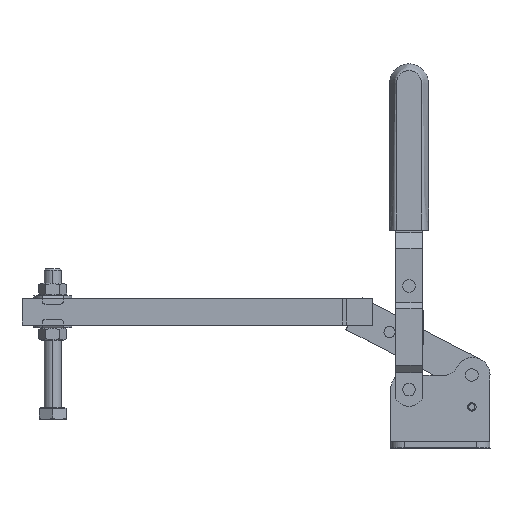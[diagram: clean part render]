
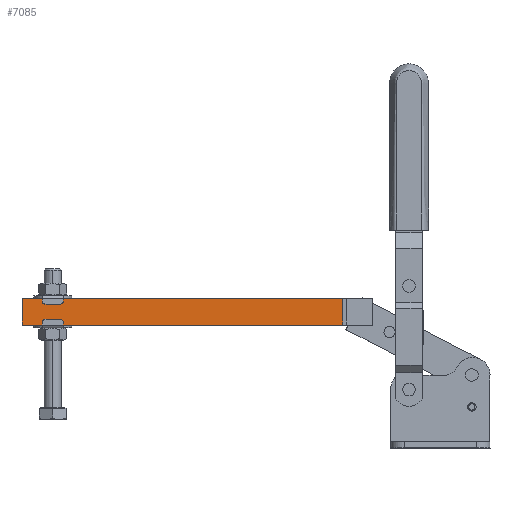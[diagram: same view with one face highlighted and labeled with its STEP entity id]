
A CAD part, top view. The second image highlights one B-rep face of the part: STEP entity #7085.
In plain terms, the highlighted planar face has unit normal (0, 0, 1).
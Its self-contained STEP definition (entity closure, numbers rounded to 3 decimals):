
#45 = ORIENTED_EDGE ( 'NONE', *, *, #1747, .F. ) ;
#225 = AXIS2_PLACEMENT_3D ( 'NONE', #9870, #4832, #10770 ) ;
#689 = CARTESIAN_POINT ( 'NONE',  ( -47.66, 77.078, 11.2 ) ) ;
#775 = VERTEX_POINT ( 'NONE', #689 ) ;
#1015 = EDGE_CURVE ( 'NONE', #5729, #4136, #2717, .T. ) ;
#1747 = EDGE_CURVE ( 'NONE', #5736, #775, #4200, .T. ) ;
#1845 = ORIENTED_EDGE ( 'NONE', *, *, #7815, .T. ) ;
#1903 = VECTOR ( 'NONE', #10814, 1000. ) ;
#2197 = CARTESIAN_POINT ( 'NONE',  ( -277.194, 77.078, 11.2 ) ) ;
#2701 = CARTESIAN_POINT ( 'NONE',  ( -277.194, 77.078, 11.2 ) ) ;
#2717 = LINE ( 'NONE', #8945, #8991 ) ;
#2973 = CARTESIAN_POINT ( 'NONE',  ( -47.66, 58.078, 11.2 ) ) ;
#3058 = EDGE_LOOP ( 'NONE', ( #6933, #7379, #45, #1845 ) ) ;
#3511 = LINE ( 'NONE', #2701, #5765 ) ;
#3720 = EDGE_CURVE ( 'NONE', #4136, #775, #9471, .T. ) ;
#3979 = PLANE ( 'NONE',  #225 ) ;
#4136 = VERTEX_POINT ( 'NONE', #2973 ) ;
#4200 = LINE ( 'NONE', #5056, #1903 ) ;
#4678 = DIRECTION ( 'NONE',  ( 1., 0., 0. ) ) ;
#4832 = DIRECTION ( 'NONE',  ( 0., 0., -1. ) ) ;
#4950 = VECTOR ( 'NONE', #9117, 1000. ) ;
#5056 = CARTESIAN_POINT ( 'NONE',  ( -49.934, 77.078, 11.2 ) ) ;
#5384 = FACE_OUTER_BOUND ( 'NONE', #3058, .T. ) ;
#5729 = VERTEX_POINT ( 'NONE', #9824 ) ;
#5736 = VERTEX_POINT ( 'NONE', #2197 ) ;
#5765 = VECTOR ( 'NONE', #9552, 1000. ) ;
#6933 = ORIENTED_EDGE ( 'NONE', *, *, #1015, .T. ) ;
#7085 = ADVANCED_FACE ( 'NONE', ( #5384 ), #3979, .F. ) ;
#7379 = ORIENTED_EDGE ( 'NONE', *, *, #3720, .T. ) ;
#7815 = EDGE_CURVE ( 'NONE', #5736, #5729, #3511, .T. ) ;
#8285 = CARTESIAN_POINT ( 'NONE',  ( -47.66, 54.019, 11.2 ) ) ;
#8945 = CARTESIAN_POINT ( 'NONE',  ( -49.934, 58.078, 11.2 ) ) ;
#8991 = VECTOR ( 'NONE', #4678, 1000. ) ;
#9117 = DIRECTION ( 'NONE',  ( 0., 1., 0. ) ) ;
#9471 = LINE ( 'NONE', #8285, #4950 ) ;
#9552 = DIRECTION ( 'NONE',  ( 0., -1., 0. ) ) ;
#9824 = CARTESIAN_POINT ( 'NONE',  ( -277.194, 58.078, 11.2 ) ) ;
#9870 = CARTESIAN_POINT ( 'NONE',  ( -49.934, 77.078, 11.2 ) ) ;
#10770 = DIRECTION ( 'NONE',  ( -1., 0., 0. ) ) ;
#10814 = DIRECTION ( 'NONE',  ( 1., 0., 0. ) ) ;
